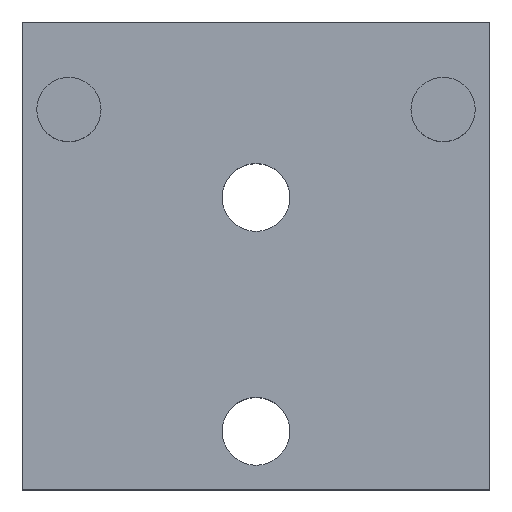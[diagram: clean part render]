
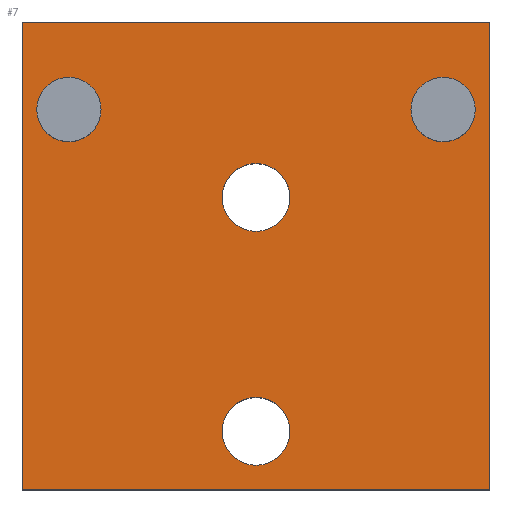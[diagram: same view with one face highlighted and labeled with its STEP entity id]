
A CAD part, top view. The second image highlights one B-rep face of the part: STEP entity #7.
In plain terms, the highlighted planar face has unit normal (0, 0, 1).
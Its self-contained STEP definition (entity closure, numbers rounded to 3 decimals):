
#1 = DIRECTION ( 'NONE',  ( 0., 0., 1. ) ) ;
#4 = CIRCLE ( 'NONE', #58, 2.75 ) ;
#5 = FACE_OUTER_BOUND ( 'NONE', #247, .T. ) ;
#7 = ADVANCED_FACE ( 'NONE', ( #322, #398, #38, #235, #5 ), #435, .T. ) ;
#9 = CARTESIAN_POINT ( 'NONE',  ( -20., -32.5, 0. ) ) ;
#10 = ORIENTED_EDGE ( 'NONE', *, *, #410, .F. ) ;
#12 = EDGE_LOOP ( 'NONE', ( #110, #182 ) ) ;
#13 = CARTESIAN_POINT ( 'NONE',  ( 16., 0., 0. ) ) ;
#19 = CIRCLE ( 'NONE', #175, 2.75 ) ;
#25 = VERTEX_POINT ( 'NONE', #277 ) ;
#26 = AXIS2_PLACEMENT_3D ( 'NONE', #74, #401, #69 ) ;
#29 = EDGE_CURVE ( 'NONE', #317, #465, #174, .T. ) ;
#31 = DIRECTION ( 'NONE',  ( 0., 0., 1. ) ) ;
#38 = FACE_BOUND ( 'NONE', #59, .T. ) ;
#43 = DIRECTION ( 'NONE',  ( 1., 0., 0. ) ) ;
#44 = DIRECTION ( 'NONE',  ( 0., 0., 1. ) ) ;
#52 = CARTESIAN_POINT ( 'NONE',  ( 2.9, -7.5, 0. ) ) ;
#53 = DIRECTION ( 'NONE',  ( 0., 0., 1. ) ) ;
#58 = AXIS2_PLACEMENT_3D ( 'NONE', #298, #44, #163 ) ;
#59 = EDGE_LOOP ( 'NONE', ( #228, #273 ) ) ;
#61 = VERTEX_POINT ( 'NONE', #237 ) ;
#65 = CIRCLE ( 'NONE', #132, 2.9 ) ;
#67 = CARTESIAN_POINT ( 'NONE',  ( -13.25, 0., 0. ) ) ;
#69 = DIRECTION ( 'NONE',  ( 1., 0., 0. ) ) ;
#70 = EDGE_CURVE ( 'NONE', #428, #141, #140, .T. ) ;
#74 = CARTESIAN_POINT ( 'NONE',  ( 0., -27.5, 0. ) ) ;
#76 = DIRECTION ( 'NONE',  ( 1., 0., 0. ) ) ;
#79 = EDGE_CURVE ( 'NONE', #89, #437, #282, .T. ) ;
#89 = VERTEX_POINT ( 'NONE', #355 ) ;
#90 = LINE ( 'NONE', #454, #469 ) ;
#91 = EDGE_CURVE ( 'NONE', #348, #61, #507, .T. ) ;
#110 = ORIENTED_EDGE ( 'NONE', *, *, #70, .F. ) ;
#116 = EDGE_CURVE ( 'NONE', #134, #348, #202, .T. ) ;
#124 = ORIENTED_EDGE ( 'NONE', *, *, #172, .F. ) ;
#131 = DIRECTION ( 'NONE',  ( 0., 0., 1. ) ) ;
#132 = AXIS2_PLACEMENT_3D ( 'NONE', #349, #466, #168 ) ;
#134 = VERTEX_POINT ( 'NONE', #9 ) ;
#140 = CIRCLE ( 'NONE', #207, 2.9 ) ;
#141 = VERTEX_POINT ( 'NONE', #445 ) ;
#144 = VERTEX_POINT ( 'NONE', #291 ) ;
#147 = DIRECTION ( 'NONE',  ( 0., -1., 0. ) ) ;
#149 = CARTESIAN_POINT ( 'NONE',  ( 20., -7.5, 0. ) ) ;
#150 = CIRCLE ( 'NONE', #275, 2.75 ) ;
#155 = EDGE_CURVE ( 'NONE', #25, #134, #353, .T. ) ;
#163 = DIRECTION ( 'NONE',  ( 1., 0., 0. ) ) ;
#167 = DIRECTION ( 'NONE',  ( 1., 0., 0. ) ) ;
#168 = DIRECTION ( 'NONE',  ( 1., 0., 0. ) ) ;
#170 = CARTESIAN_POINT ( 'NONE',  ( 20., -32.5, 0. ) ) ;
#172 = EDGE_CURVE ( 'NONE', #437, #89, #65, .T. ) ;
#174 = CIRCLE ( 'NONE', #332, 2.75 ) ;
#175 = AXIS2_PLACEMENT_3D ( 'NONE', #414, #53, #344 ) ;
#182 = ORIENTED_EDGE ( 'NONE', *, *, #220, .F. ) ;
#187 = CARTESIAN_POINT ( 'NONE',  ( 0., -7.5, 0. ) ) ;
#190 = AXIS2_PLACEMENT_3D ( 'NONE', #363, #1, #76 ) ;
#202 = LINE ( 'NONE', #370, #293 ) ;
#207 = AXIS2_PLACEMENT_3D ( 'NONE', #187, #288, #442 ) ;
#211 = EDGE_LOOP ( 'NONE', ( #223, #10 ) ) ;
#212 = EDGE_CURVE ( 'NONE', #144, #458, #4, .T. ) ;
#220 = EDGE_CURVE ( 'NONE', #141, #428, #360, .T. ) ;
#223 = ORIENTED_EDGE ( 'NONE', *, *, #29, .F. ) ;
#228 = ORIENTED_EDGE ( 'NONE', *, *, #337, .F. ) ;
#235 = FACE_BOUND ( 'NONE', #211, .T. ) ;
#237 = CARTESIAN_POINT ( 'NONE',  ( 20., 7.5, 0. ) ) ;
#247 = EDGE_LOOP ( 'NONE', ( #372, #415, #490, #425 ) ) ;
#256 = ORIENTED_EDGE ( 'NONE', *, *, #79, .F. ) ;
#263 = AXIS2_PLACEMENT_3D ( 'NONE', #480, #473, #509 ) ;
#269 = CARTESIAN_POINT ( 'NONE',  ( -20., -7.5, 0. ) ) ;
#273 = ORIENTED_EDGE ( 'NONE', *, *, #212, .F. ) ;
#275 = AXIS2_PLACEMENT_3D ( 'NONE', #13, #131, #167 ) ;
#277 = CARTESIAN_POINT ( 'NONE',  ( -20., 7.5, 0. ) ) ;
#282 = CIRCLE ( 'NONE', #26, 2.9 ) ;
#288 = DIRECTION ( 'NONE',  ( 0., 0., 1. ) ) ;
#291 = CARTESIAN_POINT ( 'NONE',  ( 18.75, 0., 0. ) ) ;
#293 = VECTOR ( 'NONE', #43, 1000. ) ;
#298 = CARTESIAN_POINT ( 'NONE',  ( 16., 0., 0. ) ) ;
#317 = VERTEX_POINT ( 'NONE', #323 ) ;
#318 = DIRECTION ( 'NONE',  ( 0., 1., 0. ) ) ;
#322 = FACE_BOUND ( 'NONE', #12, .T. ) ;
#323 = CARTESIAN_POINT ( 'NONE',  ( -18.75, 0., 0. ) ) ;
#327 = DIRECTION ( 'NONE',  ( 1., 0., 0. ) ) ;
#332 = AXIS2_PLACEMENT_3D ( 'NONE', #510, #31, #327 ) ;
#337 = EDGE_CURVE ( 'NONE', #458, #144, #150, .T. ) ;
#344 = DIRECTION ( 'NONE',  ( 1., 0., 0. ) ) ;
#348 = VERTEX_POINT ( 'NONE', #170 ) ;
#349 = CARTESIAN_POINT ( 'NONE',  ( 0., -27.5, 0. ) ) ;
#350 = EDGE_CURVE ( 'NONE', #61, #25, #90, .T. ) ;
#353 = LINE ( 'NONE', #269, #389 ) ;
#355 = CARTESIAN_POINT ( 'NONE',  ( 2.9, -27.5, 0. ) ) ;
#360 = CIRCLE ( 'NONE', #190, 2.9 ) ;
#363 = CARTESIAN_POINT ( 'NONE',  ( 0., -7.5, 0. ) ) ;
#370 = CARTESIAN_POINT ( 'NONE',  ( -20., -32.5, 0. ) ) ;
#372 = ORIENTED_EDGE ( 'NONE', *, *, #155, .T. ) ;
#378 = CARTESIAN_POINT ( 'NONE',  ( 13.25, 0., 0. ) ) ;
#389 = VECTOR ( 'NONE', #147, 1000. ) ;
#398 = FACE_BOUND ( 'NONE', #409, .T. ) ;
#401 = DIRECTION ( 'NONE',  ( 0., 0., 1. ) ) ;
#409 = EDGE_LOOP ( 'NONE', ( #256, #124 ) ) ;
#410 = EDGE_CURVE ( 'NONE', #465, #317, #19, .T. ) ;
#414 = CARTESIAN_POINT ( 'NONE',  ( -16., 0., 0. ) ) ;
#415 = ORIENTED_EDGE ( 'NONE', *, *, #116, .T. ) ;
#425 = ORIENTED_EDGE ( 'NONE', *, *, #350, .T. ) ;
#428 = VERTEX_POINT ( 'NONE', #52 ) ;
#435 = PLANE ( 'NONE',  #263 ) ;
#437 = VERTEX_POINT ( 'NONE', #459 ) ;
#442 = DIRECTION ( 'NONE',  ( 1., 0., 0. ) ) ;
#445 = CARTESIAN_POINT ( 'NONE',  ( -2.9, -7.5, 0. ) ) ;
#453 = VECTOR ( 'NONE', #318, 1000. ) ;
#454 = CARTESIAN_POINT ( 'NONE',  ( 20., 7.5, 0. ) ) ;
#457 = DIRECTION ( 'NONE',  ( -1., 0., 0. ) ) ;
#458 = VERTEX_POINT ( 'NONE', #378 ) ;
#459 = CARTESIAN_POINT ( 'NONE',  ( -2.9, -27.5, 0. ) ) ;
#465 = VERTEX_POINT ( 'NONE', #67 ) ;
#466 = DIRECTION ( 'NONE',  ( 0., 0., 1. ) ) ;
#469 = VECTOR ( 'NONE', #457, 1000. ) ;
#473 = DIRECTION ( 'NONE',  ( 0., 0., 1. ) ) ;
#480 = CARTESIAN_POINT ( 'NONE',  ( 0., 0., 0. ) ) ;
#490 = ORIENTED_EDGE ( 'NONE', *, *, #91, .T. ) ;
#507 = LINE ( 'NONE', #149, #453 ) ;
#509 = DIRECTION ( 'NONE',  ( 1., 0., 0. ) ) ;
#510 = CARTESIAN_POINT ( 'NONE',  ( -16., 0., 0. ) ) ;
